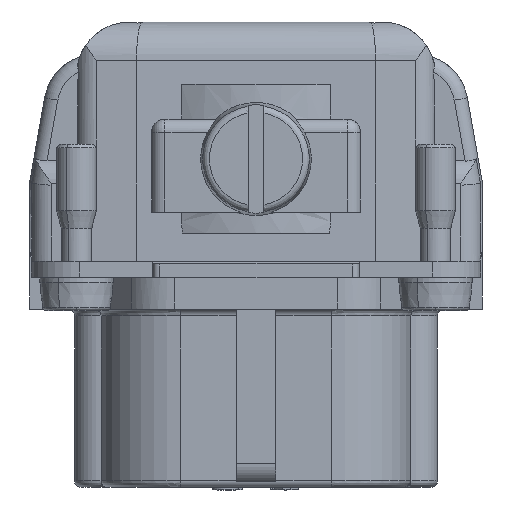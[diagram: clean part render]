
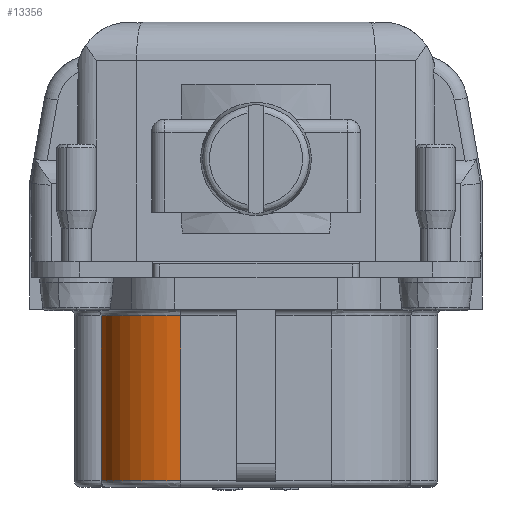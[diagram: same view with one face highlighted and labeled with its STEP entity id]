
A CAD part, left-side view. The second image highlights one B-rep face of the part: STEP entity #13356.
In plain terms, the highlighted cylindrical face has radius 6 mm (diameter 12 mm), a partial arc.
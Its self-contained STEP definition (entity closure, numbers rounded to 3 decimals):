
#12064=FACE_OUTER_BOUND('',#20030,.T.);
#13356=ADVANCED_FACE('',(#12064),#14763,.T.);
#14763=CYLINDRICAL_SURFACE('',#37087,6.);
#15598=LINE('',#47809,#17752);
#15599=LINE('',#47813,#17753);
#17752=VECTOR('',#40234,1.);
#17753=VECTOR('',#40237,1.);
#20030=EDGE_LOOP('',(#22257,#22258,#22259,#22260));
#22257=ORIENTED_EDGE('',*,*,#32478,.T.);
#22258=ORIENTED_EDGE('',*,*,#32479,.F.);
#22259=ORIENTED_EDGE('',*,*,#32480,.T.);
#22260=ORIENTED_EDGE('',*,*,#32481,.T.);
#29868=VERTEX_POINT('',#47807);
#29869=VERTEX_POINT('',#47808);
#29870=VERTEX_POINT('',#47810);
#29871=VERTEX_POINT('',#47812);
#32478=EDGE_CURVE('',#29868,#29869,#35918,.T.);
#32479=EDGE_CURVE('',#29870,#29869,#15598,.T.);
#32480=EDGE_CURVE('',#29870,#29871,#35919,.T.);
#32481=EDGE_CURVE('',#29871,#29868,#15599,.T.);
#35918=CIRCLE('',#37085,6.);
#35919=CIRCLE('',#37086,6.);
#37085=AXIS2_PLACEMENT_3D('',#47806,#40232,#40233);
#37086=AXIS2_PLACEMENT_3D('',#47811,#40235,#40236);
#37087=AXIS2_PLACEMENT_3D('',#47814,#40238,#40239);
#40232=DIRECTION('',(0.,0.,1.));
#40233=DIRECTION('',(0.,1.,0.));
#40234=DIRECTION('',(0.,0.,-1.));
#40235=DIRECTION('',(0.,0.,-1.));
#40236=DIRECTION('',(-1.,0.,0.));
#40237=DIRECTION('',(0.,0.,-1.));
#40238=DIRECTION('',(0.,0.,-1.));
#40239=DIRECTION('',(-1.,0.,0.));
#47806=CARTESIAN_POINT('',(-10.576,11.331,-12.9));
#47807=CARTESIAN_POINT('',(-10.576,17.331,-12.9));
#47808=CARTESIAN_POINT('',(-16.576,11.331,-12.9));
#47809=CARTESIAN_POINT('',(-16.576,11.331,-0.5));
#47810=CARTESIAN_POINT('',(-16.576,11.331,-0.5));
#47811=CARTESIAN_POINT('',(-10.576,11.331,-0.5));
#47812=CARTESIAN_POINT('',(-10.576,17.331,-0.5));
#47813=CARTESIAN_POINT('',(-10.576,17.331,-0.5));
#47814=CARTESIAN_POINT('',(-10.576,11.331,0.));
